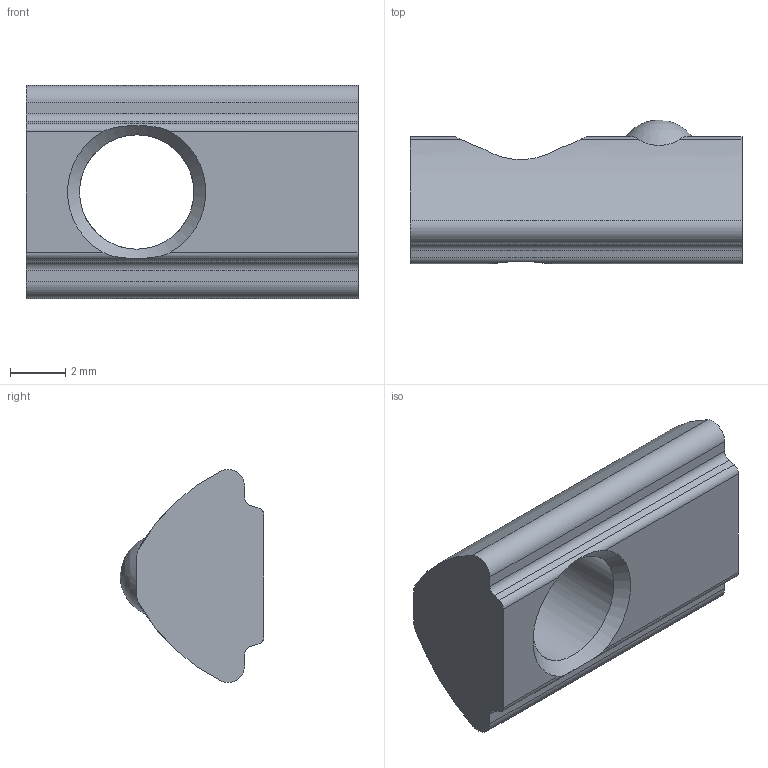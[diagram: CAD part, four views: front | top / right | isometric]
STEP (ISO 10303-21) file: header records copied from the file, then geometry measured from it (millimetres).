
FILE_DESCRIPTION(/* description */ ('STEP AP214'),/* implementation_level */ '2;1');
FILE_NAME(/* name */ '8047843_NST-5-M5-10',/* time_stamp */ '2024-09-10T12:12:28+02:00',/* author */ ('License CC BY-ND 4.0'),/* organization */ ('CADENAS'),/* preprocessor_version */ 'ST-DEVELOPER v19.3',/* originating_system */ 'PARTsolutions',/* authorisation */ ' ');
FILE_SCHEMA (('AUTOMOTIVE_DESIGN {1 0 10303 214 3 1 1}'));
Length unit declared in the file: millimetre
Products named in the file (1): 8047843 NST-5-M5-10
Bounding box: 12 x 5.2 x 7.7 mm (x, y, z)
Volume: 251.3 mm3; surface area: 315.4 mm2
Topology: 1 solids, 1 shells, 30 faces, 92 edges, 61 vertices
Faces by surface type: cylinder 15, plane 11, cone 3, sphere 1
Full cylindrical faces by diameter (mm): 4.134 x1
Entity records: 1052 total; most frequent: CARTESIAN_POINT 241, ORIENTED_EDGE 170, DIRECTION 158, EDGE_CURVE 85, AXIS2_PLACEMENT_3D 60, VERTEX_POINT 57, LINE 38, VECTOR 38
